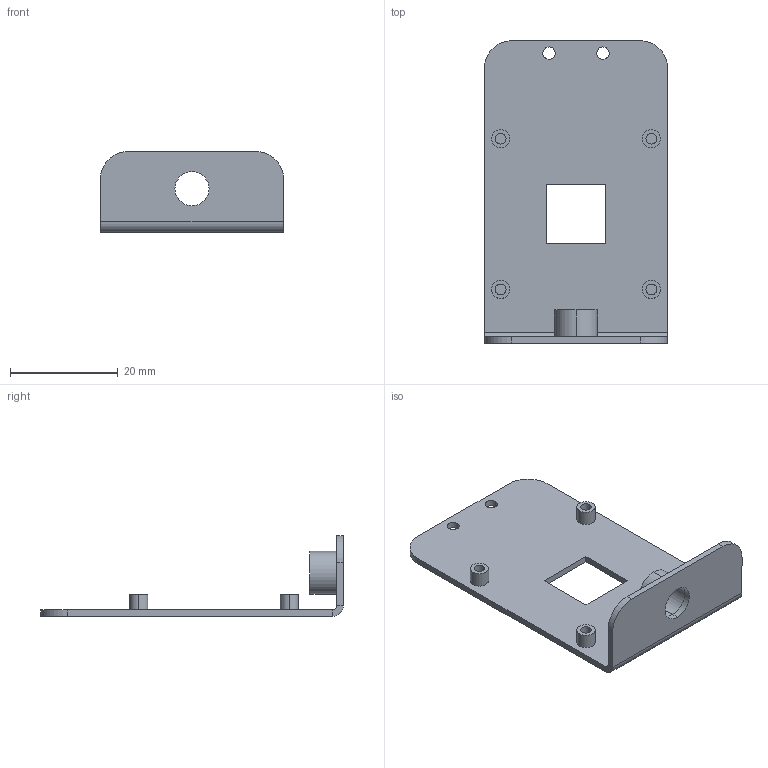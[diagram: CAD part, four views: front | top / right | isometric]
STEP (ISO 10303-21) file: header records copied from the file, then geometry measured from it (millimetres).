
FILE_DESCRIPTION (( 'STEP AP214' ), '1' );
FILE_NAME ('BJ-089_Rev.A.STEP', '2025-07-28T03:19:38', ( '' ), ( '' ), 'SwSTEP 2.0', 'SolidWorks 2021', '' );
FILE_SCHEMA (( 'AUTOMOTIVE_DESIGN' ));
Length unit declared in the file: millimetre
Products named in the file (1): BJ-089_Rev.A
Bounding box: 34 x 56.2 x 15 mm (x, y, z)
Volume: 2773.1 mm3; surface area: 5103.5 mm2
Topology: 1 solids, 1 shells, 57 faces, 128 edges, 82 vertices
Faces by surface type: cylinder 32, plane 25
Entity records: 2215 total; most frequent: DIRECTION 306, CARTESIAN_POINT 268, ORIENTED_EDGE 256, EDGE_CURVE 128, AXIS2_PLACEMENT_3D 120, VERTEX_POINT 82, EDGE_LOOP 74, LINE 66
